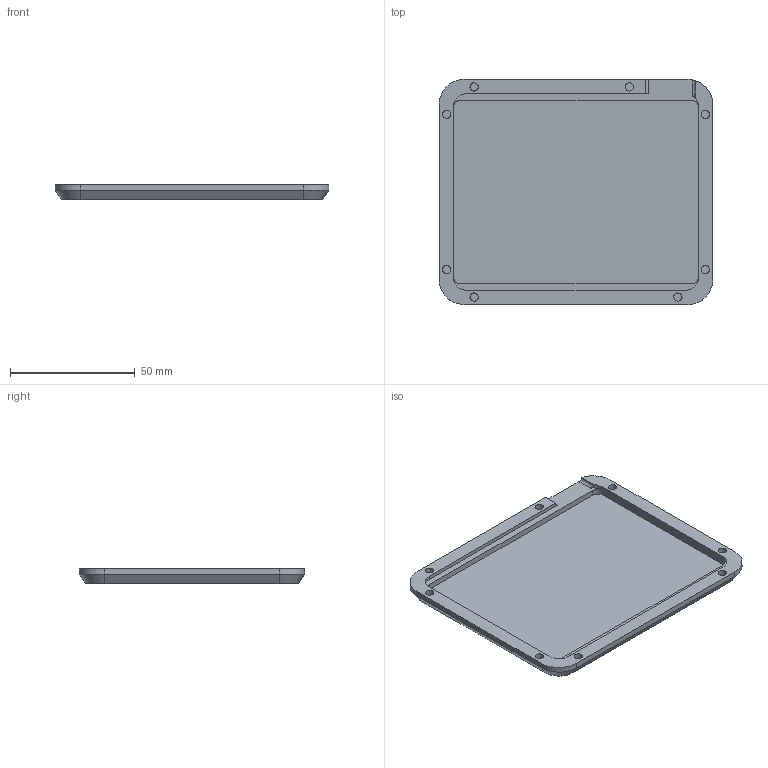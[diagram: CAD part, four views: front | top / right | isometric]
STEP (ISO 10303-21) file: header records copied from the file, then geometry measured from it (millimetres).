
FILE_DESCRIPTION(/* description */ (''),/* implementation_level */ '2;1');
FILE_NAME(/* name */ 'Bottom Case',/* time_stamp */ '2024-09-08T14:39:59+12:00',/* author */ (''),/* organization */ (''),/* preprocessor_version */ 'ST-DEVELOPER v16.5',/* originating_system */ 'Rhino 7.37',/* authorisation */ '');
FILE_SCHEMA (('AUTOMOTIVE_DESIGN_CC2'));
Length unit declared in the file: millimetre
Products named in the file (1): Document
Bounding box: 109.65 x 90.2 x 6 mm (x, y, z)
Volume: 27042.3 mm3; surface area: 22727 mm2
Topology: 1 solids, 1 shells, 56 faces, 129 edges, 83 vertices
Faces by surface type: plane 30, cylinder 18, bspline 8
Full cylindrical faces by diameter (mm): 3.3 x8
Entity records: 1600 total; most frequent: CARTESIAN_POINT 693, ORIENTED_EDGE 258, EDGE_CURVE 129, VERTEX_POINT 83, B_SPLINE_CURVE_WITH_KNOTS 72, EDGE_LOOP 64, ADVANCED_FACE 56, FACE_OUTER_BOUND 56
